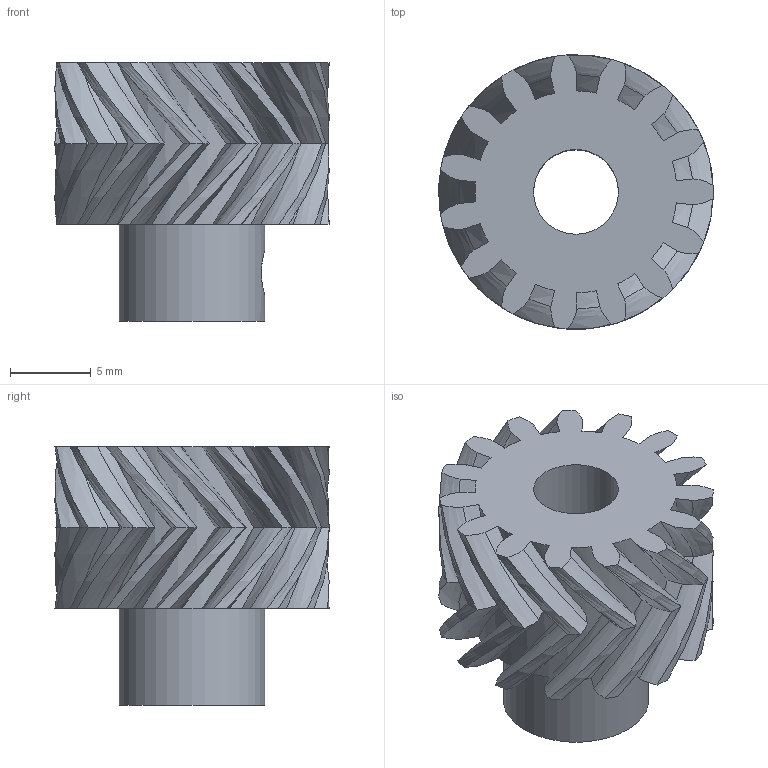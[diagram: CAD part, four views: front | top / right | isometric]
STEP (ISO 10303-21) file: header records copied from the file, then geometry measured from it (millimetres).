
FILE_DESCRIPTION(/* description */ (''),/* implementation_level */ '2;1');
FILE_NAME(/* name */ 'Tilt_Pinion_15T.step',/* time_stamp */ '2022-02-01T16:59:41+00:00',/* author */ (''),/* organization */ (''),/* preprocessor_version */ 'ST-DEVELOPER v18.1',/* originating_system */ 'Autodesk Translation Framework v10.13.0.1454',/* authorisation */ '');
FILE_SCHEMA (('AUTOMOTIVE_DESIGN { 1 0 10303 214 3 1 1 }'));
Length unit declared in the file: millimetre
Products named in the file (1): Tilt Pinion (15T)
Bounding box: 17 x 17 x 16 mm (x, y, z)
Volume: 1723.7 mm3; surface area: 1944.7 mm2
Topology: 1 solids, 1 shells, 231 faces, 596 edges, 368 vertices
Faces by surface type: bspline 210, cylinder 18, plane 3
Full cylindrical faces by diameter (mm): 2.7 x1, 5.25 x1, 9 x1
Entity records: 32416 total; most frequent: CARTESIAN_POINT 28384, ORIENTED_EDGE 1192, EDGE_CURVE 596, VERTEX_POINT 368, DIRECTION 295, B_SPLINE_CURVE_WITH_KNOTS 244, EDGE_LOOP 236, FACE_OUTER_BOUND 231
